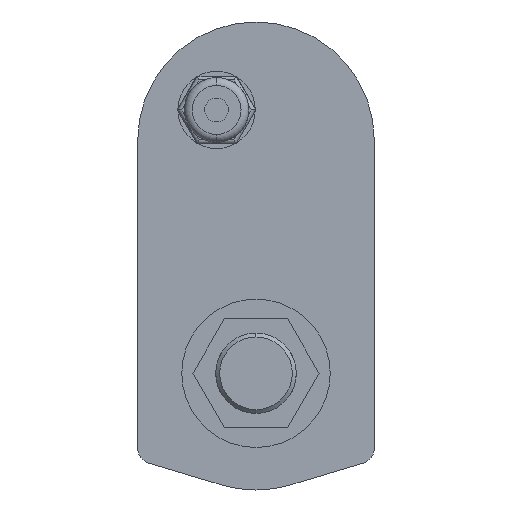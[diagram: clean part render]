
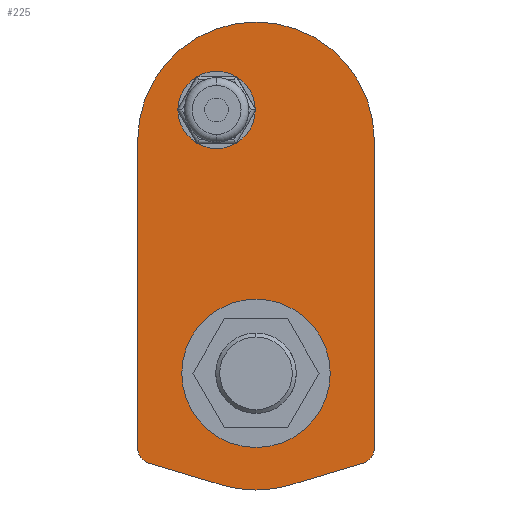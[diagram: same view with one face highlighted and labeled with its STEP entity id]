
A CAD part, front view. The second image highlights one B-rep face of the part: STEP entity #225.
In plain terms, the highlighted planar face has unit normal (0, -1, 0).
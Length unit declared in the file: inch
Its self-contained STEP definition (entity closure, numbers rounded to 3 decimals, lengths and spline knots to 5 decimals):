
#77 = CARTESIAN_POINT ( 'NONE',  ( 3., 0., 0. ) ) ;
#86 = CARTESIAN_POINT ( 'NONE',  ( 1.06898, 0., -4.37069 ) ) ;
#121 = VECTOR ( 'NONE', #2581, 39.37008 ) ;
#172 = LINE ( 'NONE', #77, #5783 ) ;
#193 = VERTEX_POINT ( 'NONE', #9487 ) ;
#225 = ADVANCED_FACE ( 'NONE', ( #2121, #7467, #3140 ), #5767, .F. ) ;
#341 = VERTEX_POINT ( 'NONE', #4967 ) ;
#348 = CARTESIAN_POINT ( 'NONE',  ( 1.5, 0., -3.895 ) ) ;
#409 = VERTEX_POINT ( 'NONE', #1045 ) ;
#465 = DIRECTION ( 'NONE',  ( 0., 1., 0. ) ) ;
#541 = VERTEX_POINT ( 'NONE', #86 ) ;
#545 = CARTESIAN_POINT ( 'NONE',  ( 1.24826, 0., 0.815 ) ) ;
#662 = ORIENTED_EDGE ( 'NONE', *, *, #5811, .F. ) ;
#722 = EDGE_CURVE ( 'NONE', #7419, #8021, #7115, .T. ) ;
#795 = VERTEX_POINT ( 'NONE', #3670 ) ;
#834 = DIRECTION ( 'NONE',  ( 0., 0., -1. ) ) ;
#976 = CARTESIAN_POINT ( 'NONE',  ( 1.24826, 0., 0.815 ) ) ;
#988 = AXIS2_PLACEMENT_3D ( 'NONE', #6601, #5832, #7248 ) ;
#1045 = CARTESIAN_POINT ( 'NONE',  ( 0.14253, 0., -4.09276 ) ) ;
#1053 = DIRECTION ( 'NONE',  ( 0., 1., 0. ) ) ;
#1187 = CARTESIAN_POINT ( 'NONE',  ( 1.49652, 0., 0.385 ) ) ;
#1217 = EDGE_CURVE ( 'NONE', #193, #7993, #8610, .T. ) ;
#1289 = VECTOR ( 'NONE', #9486, 39.37008 ) ;
#1420 = DIRECTION ( 'NONE',  ( 0., 0., 1. ) ) ;
#1442 = EDGE_CURVE ( 'NONE', #6280, #8138, #8252, .T. ) ;
#1467 = VERTEX_POINT ( 'NONE', #6049 ) ;
#1506 = DIRECTION ( 'NONE',  ( 0., 1., 0. ) ) ;
#1518 = DIRECTION ( 'NONE',  ( 0., 1., 0. ) ) ;
#1639 = CARTESIAN_POINT ( 'NONE',  ( 0.50348, 0., 0.385 ) ) ;
#1674 = VERTEX_POINT ( 'NONE', #4035 ) ;
#1704 = ORIENTED_EDGE ( 'NONE', *, *, #6105, .F. ) ;
#1715 = AXIS2_PLACEMENT_3D ( 'NONE', #4739, #1053, #4032 ) ;
#1783 = CARTESIAN_POINT ( 'NONE',  ( 1.49652, 0., 0.385 ) ) ;
#1851 = CIRCLE ( 'NONE', #1880, 0.941 ) ;
#1880 = AXIS2_PLACEMENT_3D ( 'NONE', #7198, #5839, #2234 ) ;
#1895 = CIRCLE ( 'NONE', #8453, 0.941 ) ;
#1972 = LINE ( 'NONE', #1639, #5706 ) ;
#2075 = AXIS2_PLACEMENT_3D ( 'NONE', #8866, #1506, #6528 ) ;
#2110 = EDGE_CURVE ( 'NONE', #8021, #541, #8856, .T. ) ;
#2121 = FACE_OUTER_BOUND ( 'NONE', #3810, .T. ) ;
#2234 = DIRECTION ( 'NONE',  ( 0., 0., 1. ) ) ;
#2395 = EDGE_LOOP ( 'NONE', ( #7082, #3402 ) ) ;
#2581 = DIRECTION ( 'NONE',  ( -1., 0., 0. ) ) ;
#2600 = ORIENTED_EDGE ( 'NONE', *, *, #6074, .F. ) ;
#2728 = DIRECTION ( 'NONE',  ( 0., 0., -1. ) ) ;
#2747 = CARTESIAN_POINT ( 'NONE',  ( 0.75174, 0., -0.045 ) ) ;
#2834 = VECTOR ( 'NONE', #5615, 39.37008 ) ;
#2967 = ORIENTED_EDGE ( 'NONE', *, *, #6282, .F. ) ;
#2984 = DIRECTION ( 'NONE',  ( 0., 0., -1. ) ) ;
#3114 = DIRECTION ( 'NONE',  ( 0.5, 0., -0.866 ) ) ;
#3140 = FACE_BOUND ( 'NONE', #4823, .T. ) ;
#3177 = EDGE_CURVE ( 'NONE', #5183, #7419, #8073, .T. ) ;
#3191 = ORIENTED_EDGE ( 'NONE', *, *, #4808, .F. ) ;
#3287 = CARTESIAN_POINT ( 'NONE',  ( 1.93102, 0., -4.37069 ) ) ;
#3322 = CIRCLE ( 'NONE', #1715, 0.2 ) ;
#3331 = CARTESIAN_POINT ( 'NONE',  ( 2.85747, 0., -4.09276 ) ) ;
#3355 = VERTEX_POINT ( 'NONE', #4661 ) ;
#3402 = ORIENTED_EDGE ( 'NONE', *, *, #8366, .F. ) ;
#3449 = VERTEX_POINT ( 'NONE', #8364 ) ;
#3505 = ORIENTED_EDGE ( 'NONE', *, *, #1217, .F. ) ;
#3565 = ORIENTED_EDGE ( 'NONE', *, *, #1442, .F. ) ;
#3643 = CARTESIAN_POINT ( 'NONE',  ( 1.5, 0., 0. ) ) ;
#3670 = CARTESIAN_POINT ( 'NONE',  ( 3., 0., -3.90119 ) ) ;
#3753 = CARTESIAN_POINT ( 'NONE',  ( 1.24826, 0., -0.045 ) ) ;
#3810 = EDGE_LOOP ( 'NONE', ( #8345, #2600, #662, #4011, #6703, #4218, #7423, #2967, #3867 ) ) ;
#3814 = CARTESIAN_POINT ( 'NONE',  ( 2.85747, 0., -4.09276 ) ) ;
#3867 = ORIENTED_EDGE ( 'NONE', *, *, #9064, .F. ) ;
#4011 = ORIENTED_EDGE ( 'NONE', *, *, #8237, .F. ) ;
#4032 = DIRECTION ( 'NONE',  ( 0., 0., -1. ) ) ;
#4035 = CARTESIAN_POINT ( 'NONE',  ( 0., 0., -3.90119 ) ) ;
#4103 = CARTESIAN_POINT ( 'NONE',  ( 0., 0., 0. ) ) ;
#4113 = DIRECTION ( 'NONE',  ( -0.5, 0., -0.866 ) ) ;
#4193 = CARTESIAN_POINT ( 'NONE',  ( 1.5, 0., -2.93395 ) ) ;
#4218 = ORIENTED_EDGE ( 'NONE', *, *, #722, .F. ) ;
#4263 = VECTOR ( 'NONE', #6331, 39.37008 ) ;
#4287 = LINE ( 'NONE', #976, #121 ) ;
#4448 = VECTOR ( 'NONE', #6350, 39.37008 ) ;
#4556 = EDGE_CURVE ( 'NONE', #7993, #3355, #1972, .T. ) ;
#4646 = DIRECTION ( 'NONE',  ( 0., 0., 1. ) ) ;
#4661 = CARTESIAN_POINT ( 'NONE',  ( 0.75174, 0., -0.045 ) ) ;
#4739 = CARTESIAN_POINT ( 'NONE',  ( 0.2, 0., -3.90119 ) ) ;
#4808 = EDGE_CURVE ( 'NONE', #9210, #193, #4287, .T. ) ;
#4823 = EDGE_LOOP ( 'NONE', ( #3191, #1704, #3565, #8790, #6373, #3505 ) ) ;
#4958 = LINE ( 'NONE', #7165, #4263 ) ;
#4967 = CARTESIAN_POINT ( 'NONE',  ( 1.5, 0., -2.013 ) ) ;
#5022 = LINE ( 'NONE', #4103, #7073 ) ;
#5108 = DIRECTION ( 'NONE',  ( 0., 1., 0. ) ) ;
#5135 = VERTEX_POINT ( 'NONE', #348 ) ;
#5183 = VERTEX_POINT ( 'NONE', #3331 ) ;
#5331 = CARTESIAN_POINT ( 'NONE',  ( 1.5, 0., -2.954 ) ) ;
#5612 = VECTOR ( 'NONE', #4113, 39.37008 ) ;
#5615 = DIRECTION ( 'NONE',  ( 1., 0., 0. ) ) ;
#5661 = AXIS2_PLACEMENT_3D ( 'NONE', #9485, #5108, #2984 ) ;
#5706 = VECTOR ( 'NONE', #3114, 39.37008 ) ;
#5767 = PLANE ( 'NONE',  #9450 ) ;
#5783 = VECTOR ( 'NONE', #834, 39.37008 ) ;
#5811 = EDGE_CURVE ( 'NONE', #409, #1674, #3322, .T. ) ;
#5832 = DIRECTION ( 'NONE',  ( 0., 1., 0. ) ) ;
#5839 = DIRECTION ( 'NONE',  ( 0., -1., 0. ) ) ;
#6028 = DIRECTION ( 'NONE',  ( 0., -1., 0. ) ) ;
#6049 = CARTESIAN_POINT ( 'NONE',  ( 0., 0., 0. ) ) ;
#6074 = EDGE_CURVE ( 'NONE', #1674, #1467, #5022, .T. ) ;
#6105 = EDGE_CURVE ( 'NONE', #8138, #9210, #8881, .T. ) ;
#6250 = DIRECTION ( 'NONE',  ( 0., 0., 1. ) ) ;
#6259 = CARTESIAN_POINT ( 'NONE',  ( 0.75174, 0., 0.815 ) ) ;
#6280 = VERTEX_POINT ( 'NONE', #3753 ) ;
#6282 = EDGE_CURVE ( 'NONE', #795, #5183, #6702, .T. ) ;
#6331 = DIRECTION ( 'NONE',  ( -0.958, 0., 0.287 ) ) ;
#6350 = DIRECTION ( 'NONE',  ( -0.5, 0., 0.866 ) ) ;
#6373 = ORIENTED_EDGE ( 'NONE', *, *, #4556, .F. ) ;
#6528 = DIRECTION ( 'NONE',  ( 0., 0., 1. ) ) ;
#6601 = CARTESIAN_POINT ( 'NONE',  ( 1.5, 0., 0. ) ) ;
#6660 = DIRECTION ( 'NONE',  ( -0.958, 0., -0.287 ) ) ;
#6694 = LINE ( 'NONE', #2747, #2834 ) ;
#6702 = CIRCLE ( 'NONE', #2075, 0.2 ) ;
#6703 = ORIENTED_EDGE ( 'NONE', *, *, #2110, .F. ) ;
#6880 = CARTESIAN_POINT ( 'NONE',  ( 1.5, 0., -4.43395 ) ) ;
#7073 = VECTOR ( 'NONE', #6250, 39.37008 ) ;
#7082 = ORIENTED_EDGE ( 'NONE', *, *, #7251, .F. ) ;
#7115 = CIRCLE ( 'NONE', #5661, 1.5 ) ;
#7165 = CARTESIAN_POINT ( 'NONE',  ( 1.06898, 0., -4.37069 ) ) ;
#7198 = CARTESIAN_POINT ( 'NONE',  ( 1.5, 0., -2.954 ) ) ;
#7248 = DIRECTION ( 'NONE',  ( 0., 0., 1. ) ) ;
#7251 = EDGE_CURVE ( 'NONE', #341, #5135, #1895, .T. ) ;
#7419 = VERTEX_POINT ( 'NONE', #3287 ) ;
#7423 = ORIENTED_EDGE ( 'NONE', *, *, #3177, .F. ) ;
#7467 = FACE_BOUND ( 'NONE', #2395, .T. ) ;
#7520 = CARTESIAN_POINT ( 'NONE',  ( 0.50348, 0., 0.385 ) ) ;
#7952 = AXIS2_PLACEMENT_3D ( 'NONE', #4193, #465, #2728 ) ;
#7993 = VERTEX_POINT ( 'NONE', #7520 ) ;
#8021 = VERTEX_POINT ( 'NONE', #6880 ) ;
#8073 = LINE ( 'NONE', #3814, #8308 ) ;
#8138 = VERTEX_POINT ( 'NONE', #1783 ) ;
#8237 = EDGE_CURVE ( 'NONE', #541, #409, #4958, .T. ) ;
#8252 = LINE ( 'NONE', #8733, #1289 ) ;
#8308 = VECTOR ( 'NONE', #6660, 39.37008 ) ;
#8345 = ORIENTED_EDGE ( 'NONE', *, *, #9308, .F. ) ;
#8364 = CARTESIAN_POINT ( 'NONE',  ( 3., 0., 0. ) ) ;
#8366 = EDGE_CURVE ( 'NONE', #5135, #341, #1851, .T. ) ;
#8453 = AXIS2_PLACEMENT_3D ( 'NONE', #5331, #6028, #4646 ) ;
#8610 = LINE ( 'NONE', #6259, #5612 ) ;
#8733 = CARTESIAN_POINT ( 'NONE',  ( 1.24826, 0., -0.045 ) ) ;
#8790 = ORIENTED_EDGE ( 'NONE', *, *, #9192, .F. ) ;
#8856 = CIRCLE ( 'NONE', #7952, 1.5 ) ;
#8866 = CARTESIAN_POINT ( 'NONE',  ( 2.8, 0., -3.90119 ) ) ;
#8881 = LINE ( 'NONE', #1187, #4448 ) ;
#9064 = EDGE_CURVE ( 'NONE', #3449, #795, #172, .T. ) ;
#9101 = CIRCLE ( 'NONE', #988, 1.5 ) ;
#9192 = EDGE_CURVE ( 'NONE', #3355, #6280, #6694, .T. ) ;
#9210 = VERTEX_POINT ( 'NONE', #545 ) ;
#9308 = EDGE_CURVE ( 'NONE', #1467, #3449, #9101, .T. ) ;
#9450 = AXIS2_PLACEMENT_3D ( 'NONE', #3643, #1518, #1420 ) ;
#9485 = CARTESIAN_POINT ( 'NONE',  ( 1.5, 0., -2.93395 ) ) ;
#9486 = DIRECTION ( 'NONE',  ( 0.5, 0., 0.866 ) ) ;
#9487 = CARTESIAN_POINT ( 'NONE',  ( 0.75174, 0., 0.815 ) ) ;
